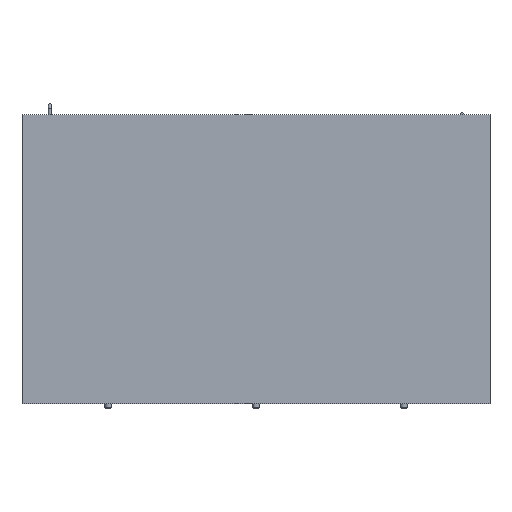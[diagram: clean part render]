
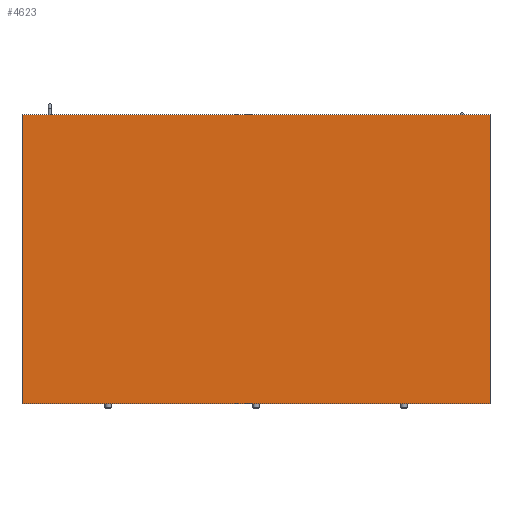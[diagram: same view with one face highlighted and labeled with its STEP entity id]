
A CAD part, front view. The second image highlights one B-rep face of the part: STEP entity #4623.
In plain terms, the highlighted planar face has unit normal (0, -1, 0).
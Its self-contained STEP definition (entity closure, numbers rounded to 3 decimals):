
#287=FACE_OUTER_BOUND('',#576,.T.);
#576=EDGE_LOOP('',(#3069,#3070,#3071,#3072));
#867=LINE('',#6779,#1399);
#870=LINE('',#6785,#1402);
#873=LINE('',#6791,#1405);
#876=LINE('',#6795,#1408);
#1399=VECTOR('',#5393,10.);
#1402=VECTOR('',#5398,10.);
#1405=VECTOR('',#5403,10.);
#1408=VECTOR('',#5408,10.);
#1931=VERTEX_POINT('',#6776);
#1932=VERTEX_POINT('',#6778);
#1934=VERTEX_POINT('',#6784);
#1936=VERTEX_POINT('',#6790);
#2383=EDGE_CURVE('',#1932,#1931,#867,.T.);
#2386=EDGE_CURVE('',#1934,#1932,#870,.T.);
#2389=EDGE_CURVE('',#1936,#1934,#873,.T.);
#2392=EDGE_CURVE('',#1931,#1936,#876,.T.);
#3069=ORIENTED_EDGE('',*,*,#2392,.T.);
#3070=ORIENTED_EDGE('',*,*,#2389,.T.);
#3071=ORIENTED_EDGE('',*,*,#2386,.T.);
#3072=ORIENTED_EDGE('',*,*,#2383,.T.);
#4390=PLANE('',#4967);
#4623=ADVANCED_FACE('',(#287),#4390,.T.);
#4967=AXIS2_PLACEMENT_3D('',#6797,#5411,#5412);
#5393=DIRECTION('',(1.,0.,0.));
#5398=DIRECTION('',(0.,0.,-1.));
#5403=DIRECTION('',(-1.,0.,0.));
#5408=DIRECTION('',(0.,0.,1.));
#5411=DIRECTION('center_axis',(0.,-1.,0.));
#5412=DIRECTION('ref_axis',(0.,0.,-1.));
#6776=CARTESIAN_POINT('',(562.5,-20.,-347.5));
#6778=CARTESIAN_POINT('',(-562.5,-20.,-347.5));
#6779=CARTESIAN_POINT('',(562.5,-20.,-347.5));
#6784=CARTESIAN_POINT('',(-562.5,-20.,347.5));
#6785=CARTESIAN_POINT('',(-562.5,-20.,-347.5));
#6790=CARTESIAN_POINT('',(562.5,-20.,347.5));
#6791=CARTESIAN_POINT('',(-562.5,-20.,347.5));
#6795=CARTESIAN_POINT('',(562.5,-20.,347.5));
#6797=CARTESIAN_POINT('Origin',(0.,-20.,0.));
